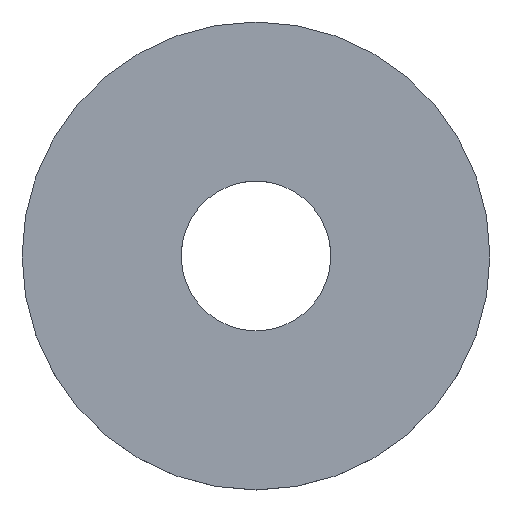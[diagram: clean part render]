
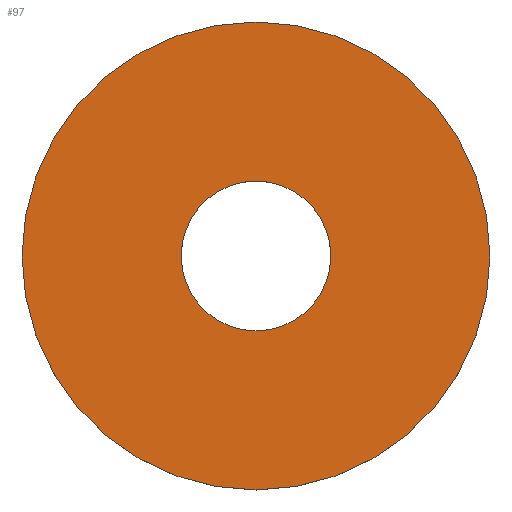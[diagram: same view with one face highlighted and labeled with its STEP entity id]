
A CAD part, top view. The second image highlights one B-rep face of the part: STEP entity #97.
In plain terms, the highlighted planar face has unit normal (0, 0, 1).
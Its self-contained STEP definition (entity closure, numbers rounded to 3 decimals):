
#3 = CARTESIAN_POINT ( 'NONE',  ( 0., 0., 1.6 ) ) ;
#11 = VERTEX_POINT ( 'NONE', #94 ) ;
#13 = CARTESIAN_POINT ( 'NONE',  ( 0., 4., 1.6 ) ) ;
#15 = ORIENTED_EDGE ( 'NONE', *, *, #19, .T. ) ;
#19 = EDGE_CURVE ( 'NONE', #156, #156, #121, .T. ) ;
#27 = CARTESIAN_POINT ( 'NONE',  ( 0., 0., 1.6 ) ) ;
#30 = DIRECTION ( 'NONE',  ( 0., 0., 1. ) ) ;
#33 = FACE_OUTER_BOUND ( 'NONE', #123, .T. ) ;
#53 = EDGE_LOOP ( 'NONE', ( #15 ) ) ;
#55 = DIRECTION ( 'NONE',  ( 0., 0., -1. ) ) ;
#66 = DIRECTION ( 'NONE',  ( 0., 0., -1. ) ) ;
#71 = AXIS2_PLACEMENT_3D ( 'NONE', #3, #55, #154 ) ;
#74 = CIRCLE ( 'NONE', #112, 12.5 ) ;
#80 = FACE_BOUND ( 'NONE', #53, .T. ) ;
#88 = DIRECTION ( 'NONE',  ( 0., -1., 0. ) ) ;
#92 = PLANE ( 'NONE',  #96 ) ;
#94 = CARTESIAN_POINT ( 'NONE',  ( 0., 12.5, 1.6 ) ) ;
#96 = AXIS2_PLACEMENT_3D ( 'NONE', #137, #30, #88 ) ;
#97 = ADVANCED_FACE ( 'NONE', ( #80, #33 ), #92, .T. ) ;
#112 = AXIS2_PLACEMENT_3D ( 'NONE', #27, #66, #129 ) ;
#113 = ORIENTED_EDGE ( 'NONE', *, *, #165, .F. ) ;
#121 = CIRCLE ( 'NONE', #71, 4. ) ;
#123 = EDGE_LOOP ( 'NONE', ( #113 ) ) ;
#129 = DIRECTION ( 'NONE',  ( 0., 1., 0. ) ) ;
#137 = CARTESIAN_POINT ( 'NONE',  ( 0., 4., 1.6 ) ) ;
#154 = DIRECTION ( 'NONE',  ( 0., 1., 0. ) ) ;
#156 = VERTEX_POINT ( 'NONE', #13 ) ;
#165 = EDGE_CURVE ( 'NONE', #11, #11, #74, .T. ) ;
